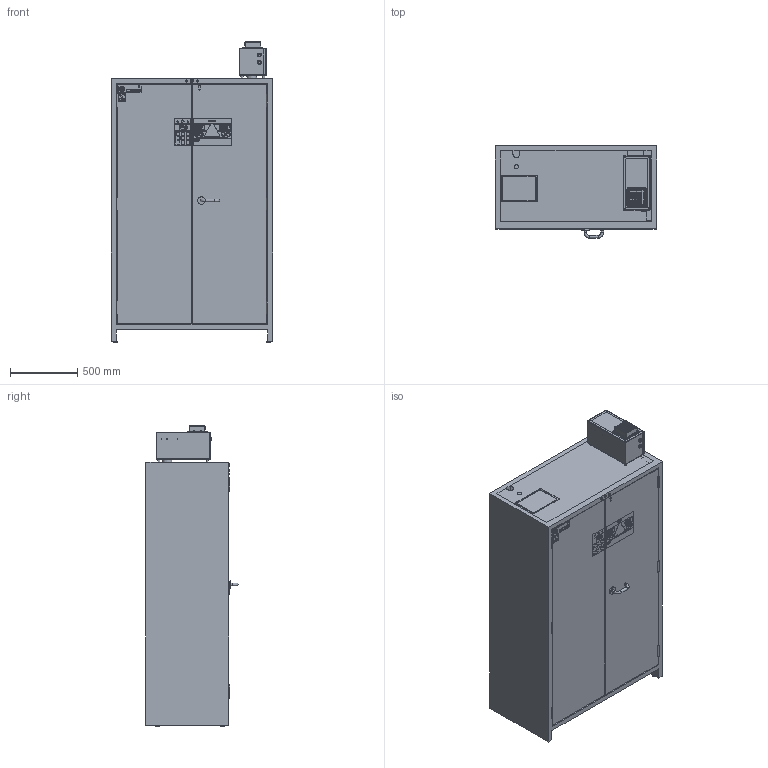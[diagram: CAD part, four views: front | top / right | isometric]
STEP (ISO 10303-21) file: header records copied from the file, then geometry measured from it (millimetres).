
FILE_DESCRIPTION(/* description */ (''),/* implementation_level */ '2;1');
FILE_NAME(/* name */ 'IO90.195.120.PC.WDC_41269-047-41392 4er_CD.stp',/* time_stamp */ '2023-10-11T10:29:54+02:00',/* author */ ('mirudolph'),/* organization */ ('asecos® GmbH'),/* preprocessor_version */ 'ST-DEVELOPER v17.2',/* originating_system */ 'Autodesk Inventor 2019',/* authorisation */ '');
FILE_SCHEMA (('AUTOMOTIVE_DESIGN { 1 0 10303 214 3 1 1 }'));
Products named in the file (1): IO90.195.120.PC.WDC_41269-047-41392 4er_CD
Bounding box: 1193.76 x 682.58 x 2224.29 mm (x, y, z)
Volume: 429076047 mm3; surface area: 24855467.6 mm2
Topology: 10 solids, 14 shells, 4065 faces, 10334 edges, 6610 vertices
Faces by surface type: plane 2242, cylinder 1172, bspline 550, torus 59, cone 36, sphere 6
Full cylindrical faces by diameter (mm): 4 x7, 4.134 x2, 5 x68, 5.1 x5, 6 x2, 6.742 x1, 7 x6, 8 x3, 8.1 x4, 9.5 x1, 10 x5, 13 x2, 13.656 x1, 14 x1, 15 x2, 16 x7, 20 x6, 22 x2, 22.5 x2, 24 x1, 25.2 x1, 27 x1, 28.4 x1, 29 x1, 30 x2, 31 x2, 31.8 x4, 33.8 x1, 35 x1, 37.8 x1
Entity records: 133549 total; most frequent: CARTESIAN_POINT 30906, ORIENTED_EDGE 20666, DIRECTION 19596, EDGE_CURVE 10333, LINE 6834, VECTOR 6834, VERTEX_POINT 6616, AXIS2_PLACEMENT_3D 6381
